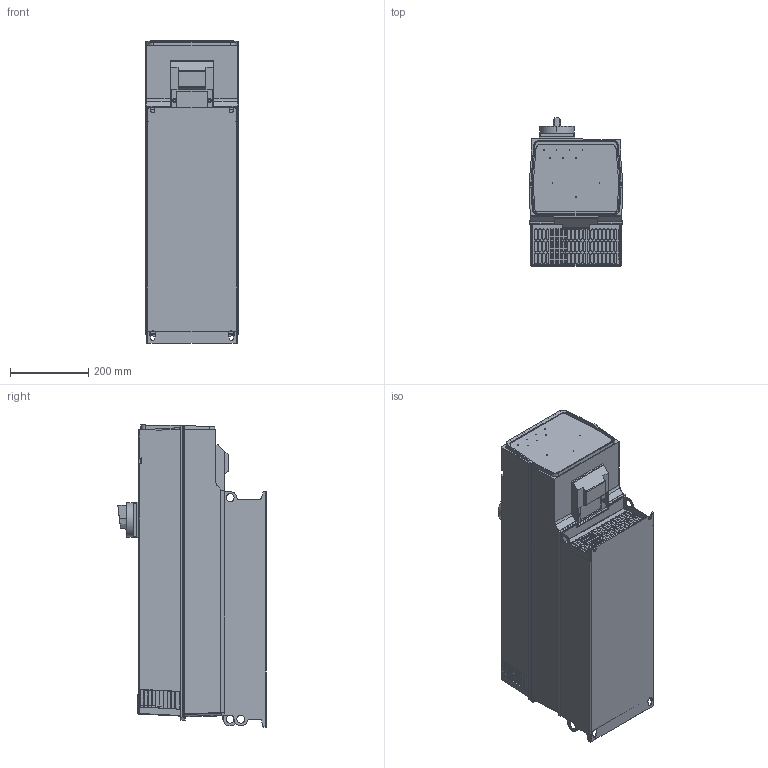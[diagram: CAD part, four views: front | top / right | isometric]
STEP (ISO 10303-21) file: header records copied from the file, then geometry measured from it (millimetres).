
FILE_DESCRIPTION((''),'2;1');
FILE_NAME('ASM0004_SW0001','2020-12-07T13:37:11',('ett15986'),(''),'CREO PARAMETRIC BY PTC INC, 2017260','CREO PARAMETRIC BY PTC INC, 2017260','');
FILE_SCHEMA(('AUTOMOTIVE_DESIGN { 1 0 10303 214 1 1 1 1 }'));
Products named in the file (1): ASM0004_SW0001
Bounding box: 238.98 x 378.31 x 770.37 mm (x, y, z)
Volume: 49259362.8 mm3; surface area: 1079111.7 mm2
Topology: 1 solids, 2 shells, 1900 faces, 5128 edges, 3336 vertices
Faces by surface type: plane 1065, cylinder 530, extrusion 117, cone 88, bspline 84, torus 16
Entity records: 80927 total; most frequent: CARTESIAN_POINT 23651, ORIENTED_EDGE 10252, DIRECTION 8897, EDGE_CURVE 5126, VECTOR 3481, LINE 3364, VERTEX_POINT 3336, AXIS2_PLACEMENT_3D 2708
